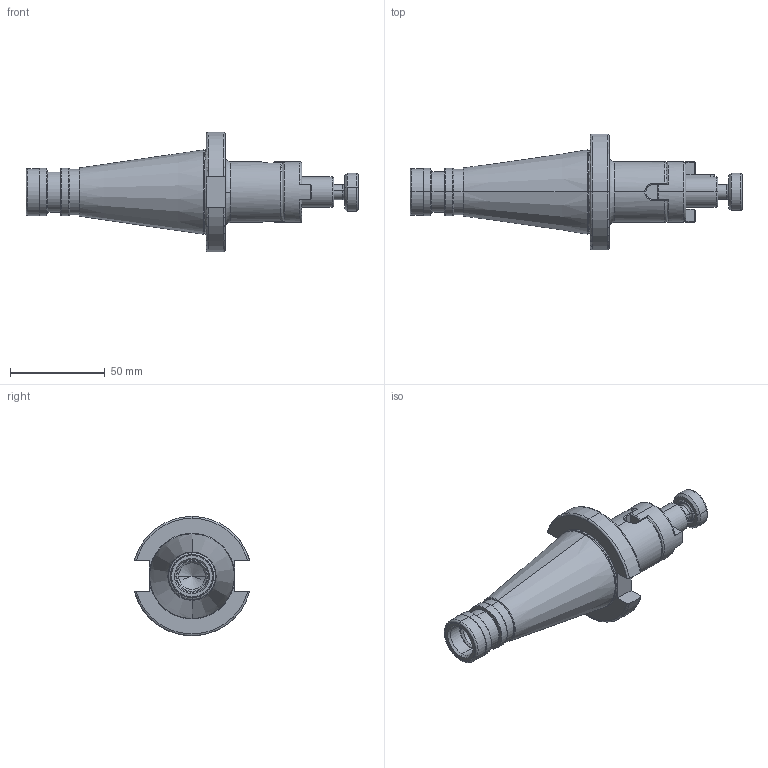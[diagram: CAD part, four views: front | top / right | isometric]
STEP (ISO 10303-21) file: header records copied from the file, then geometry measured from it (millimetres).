
FILE_DESCRIPTION (( 'STEP AP203' ), '1' );
FILE_NAME ('91402-KD016052.STEP', '2015-05-13T11:13:06', ( '' ), ( '' ), 'SwSTEP 2.0', 'SolidWorks 2009', '' );
FILE_SCHEMA (( 'CONFIG_CONTROL_DESIGN' ));
Length unit declared in the file: millimetre
Products named in the file (8): CCS-M8-16-1; CCS-M8-16-2; FT DR CMH 16; ISO40 CMH 16 052; PK-4X4X20; 91402-KD016052; CCS-M8-16; ISO40 CAP
Assembly tree (7 placements, depth 3):
  91402-KD016052
    CCS-M8-16
      CCS-M8-16-2
      CCS-M8-16-1
    PK-4X4X20
    ISO40 CAP
    ISO40 CMH 16 052
    FT DR CMH 16
Bounding box: 175.1 x 60.91 x 62.88 mm (x, y, z)
Volume: 136231.8 mm3; surface area: 33098.2 mm2
Topology: 7 solids, 7 shells, 242 faces, 547 edges, 325 vertices
Faces by surface type: plane 88, cylinder 57, torus 47, cone 44, bspline 6
Entity records: 7983 total; most frequent: CARTESIAN_POINT 1696, DIRECTION 1225, ORIENTED_EDGE 1086, EDGE_CURVE 543, AXIS2_PLACEMENT_3D 504, VERTEX_POINT 325, EDGE_LOOP 260, CIRCLE 257
